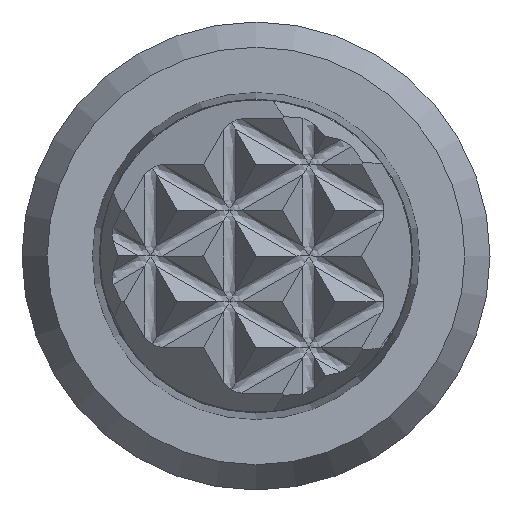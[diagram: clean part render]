
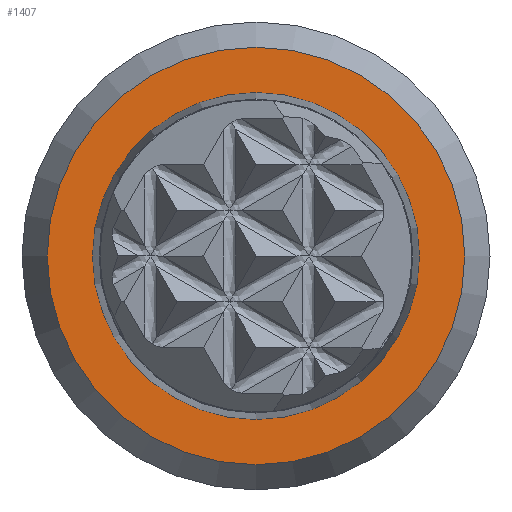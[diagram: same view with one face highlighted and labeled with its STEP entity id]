
A CAD part, left-side view. The second image highlights one B-rep face of the part: STEP entity #1407.
In plain terms, the highlighted planar face has unit normal (-1, 0, 0).
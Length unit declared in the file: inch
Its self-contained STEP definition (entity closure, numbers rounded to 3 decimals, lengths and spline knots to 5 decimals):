
#96 = FACE_OUTER_BOUND ( 'NONE', #3134, .T. ) ;
#181 = FACE_BOUND ( 'NONE', #3200, .T. ) ;
#435 = DIRECTION ( 'NONE',  ( 0., 1., 0. ) ) ;
#480 = CARTESIAN_POINT ( 'NONE',  ( -0.0565, 0.024, 0. ) ) ;
#662 = DIRECTION ( 'NONE',  ( 1., 0., 0. ) ) ;
#827 = ORIENTED_EDGE ( 'NONE', *, *, #1245, .F. ) ;
#971 = VERTEX_POINT ( 'NONE', #4561 ) ;
#1086 = CARTESIAN_POINT ( 'NONE',  ( -0.0565, 0., 0. ) ) ;
#1121 = DIRECTION ( 'NONE',  ( 0., -1., 0. ) ) ;
#1245 = EDGE_CURVE ( 'NONE', #3021, #3021, #1265, .T. ) ;
#1265 = CIRCLE ( 'NONE', #4149, 0.024 ) ;
#1405 = AXIS2_PLACEMENT_3D ( 'NONE', #1086, #662, #1121 ) ;
#1407 = ADVANCED_FACE ( 'NONE', ( #181, #96 ), #5590, .T. ) ;
#2399 = AXIS2_PLACEMENT_3D ( 'NONE', #480, #3741, #4204 ) ;
#3021 = VERTEX_POINT ( 'NONE', #5561 ) ;
#3134 = EDGE_LOOP ( 'NONE', ( #827 ) ) ;
#3164 = ORIENTED_EDGE ( 'NONE', *, *, #5608, .T. ) ;
#3200 = EDGE_LOOP ( 'NONE', ( #3164 ) ) ;
#3741 = DIRECTION ( 'NONE',  ( -1., 0., 0. ) ) ;
#4099 = DIRECTION ( 'NONE',  ( 1., 0., 0. ) ) ;
#4149 = AXIS2_PLACEMENT_3D ( 'NONE', #4589, #4099, #435 ) ;
#4204 = DIRECTION ( 'NONE',  ( 0., -1., 0. ) ) ;
#4561 = CARTESIAN_POINT ( 'NONE',  ( -0.0565, -0.01879, 0. ) ) ;
#4589 = CARTESIAN_POINT ( 'NONE',  ( -0.0565, 0., 0. ) ) ;
#5561 = CARTESIAN_POINT ( 'NONE',  ( -0.0565, 0.024, 0. ) ) ;
#5590 = PLANE ( 'NONE',  #2399 ) ;
#5608 = EDGE_CURVE ( 'NONE', #971, #971, #5694, .T. ) ;
#5694 = CIRCLE ( 'NONE', #1405, 0.01879 ) ;
